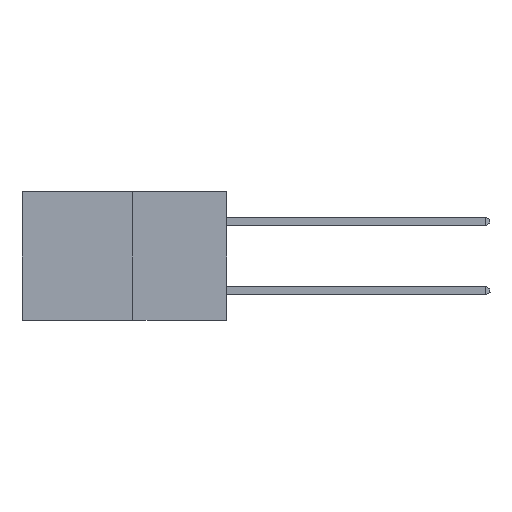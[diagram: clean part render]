
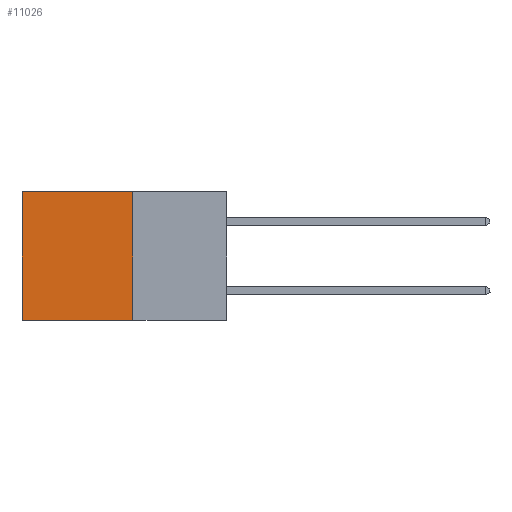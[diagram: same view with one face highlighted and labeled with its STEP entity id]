
A CAD part, left-side view. The second image highlights one B-rep face of the part: STEP entity #11026.
In plain terms, the highlighted planar face has unit normal (-1, 0, 0).
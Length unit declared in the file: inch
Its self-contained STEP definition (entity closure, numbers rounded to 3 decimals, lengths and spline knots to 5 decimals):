
#54 = DIRECTION ( 'NONE',  ( 0., 0., -1. ) ) ;
#2854 = ORIENTED_EDGE ( 'NONE', *, *, #27690, .T. ) ;
#4307 = CARTESIAN_POINT ( 'NONE',  ( 0.277, 0.59, -0.37 ) ) ;
#6328 = DIRECTION ( 'NONE',  ( 0., 1., 0. ) ) ;
#6793 = CARTESIAN_POINT ( 'NONE',  ( 0.277, 0.27, -0.37 ) ) ;
#7875 = EDGE_CURVE ( 'NONE', #18341, #22165, #18574, .T. ) ;
#7920 = LINE ( 'NONE', #6793, #13761 ) ;
#8195 = DIRECTION ( 'NONE',  ( 1., 0., 0. ) ) ;
#8571 = ORIENTED_EDGE ( 'NONE', *, *, #24674, .F. ) ;
#10935 = EDGE_CURVE ( 'NONE', #20322, #25975, #20173, .T. ) ;
#11026 = ADVANCED_FACE ( 'NONE', ( #17391 ), #16985, .F. ) ;
#11046 = CARTESIAN_POINT ( 'NONE',  ( 0.277, 0.59, -0.37 ) ) ;
#12099 = LINE ( 'NONE', #11046, #15180 ) ;
#13761 = VECTOR ( 'NONE', #22268, 39.37008 ) ;
#14274 = AXIS2_PLACEMENT_3D ( 'NONE', #21435, #8195, #23691 ) ;
#15108 = CARTESIAN_POINT ( 'NONE',  ( 0.277, 0.27, 0. ) ) ;
#15180 = VECTOR ( 'NONE', #54, 39.37008 ) ;
#16985 = PLANE ( 'NONE',  #14274 ) ;
#17391 = FACE_OUTER_BOUND ( 'NONE', #21095, .T. ) ;
#17871 = VECTOR ( 'NONE', #6328, 39.37008 ) ;
#18341 = VERTEX_POINT ( 'NONE', #25609 ) ;
#18574 = LINE ( 'NONE', #15108, #17871 ) ;
#18924 = CARTESIAN_POINT ( 'NONE',  ( 0.277, 0.27, -0.37 ) ) ;
#19121 = ORIENTED_EDGE ( 'NONE', *, *, #7875, .T. ) ;
#20173 = LINE ( 'NONE', #18924, #25393 ) ;
#20322 = VERTEX_POINT ( 'NONE', #27904 ) ;
#21095 = EDGE_LOOP ( 'NONE', ( #2854, #23882, #8571, #19121 ) ) ;
#21154 = DIRECTION ( 'NONE',  ( 0., 1., 0. ) ) ;
#21435 = CARTESIAN_POINT ( 'NONE',  ( 0.277, 0.27, -0.37 ) ) ;
#22165 = VERTEX_POINT ( 'NONE', #23224 ) ;
#22268 = DIRECTION ( 'NONE',  ( 0., 0., -1. ) ) ;
#23224 = CARTESIAN_POINT ( 'NONE',  ( 0.277, 0.59, 0. ) ) ;
#23691 = DIRECTION ( 'NONE',  ( 0., 0., -1. ) ) ;
#23882 = ORIENTED_EDGE ( 'NONE', *, *, #10935, .F. ) ;
#24674 = EDGE_CURVE ( 'NONE', #18341, #20322, #7920, .T. ) ;
#25393 = VECTOR ( 'NONE', #21154, 39.37008 ) ;
#25609 = CARTESIAN_POINT ( 'NONE',  ( 0.277, 0.27, 0. ) ) ;
#25975 = VERTEX_POINT ( 'NONE', #4307 ) ;
#27690 = EDGE_CURVE ( 'NONE', #22165, #25975, #12099, .T. ) ;
#27904 = CARTESIAN_POINT ( 'NONE',  ( 0.277, 0.27, -0.37 ) ) ;
